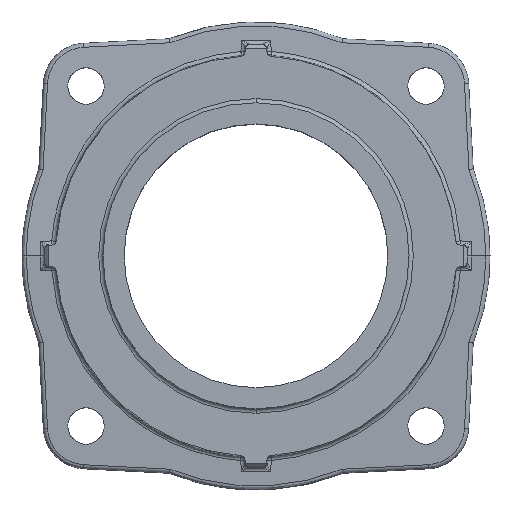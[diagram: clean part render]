
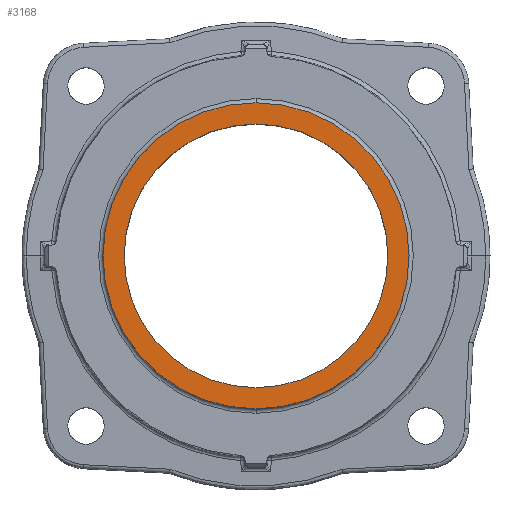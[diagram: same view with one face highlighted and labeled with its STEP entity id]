
A CAD part, top view. The second image highlights one B-rep face of the part: STEP entity #3168.
In plain terms, the highlighted planar face has unit normal (0, 0, 1).
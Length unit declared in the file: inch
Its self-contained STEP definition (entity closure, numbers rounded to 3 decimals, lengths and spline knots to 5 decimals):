
#238=CARTESIAN_POINT('',(0.,0.,2.3745));
#239=DIRECTION('',(0.,0.,-1.));
#240=DIRECTION('',(0.,1.,0.));
#241=AXIS2_PLACEMENT_3D('',#238,#239,#240);
#352=CARTESIAN_POINT('',(0.,0.,2.3745));
#353=DIRECTION('',(0.,0.,1.));
#354=DIRECTION('',(0.,1.,0.));
#355=AXIS2_PLACEMENT_3D('',#352,#353,#354);
#397=CARTESIAN_POINT('',(0.,0.,2.3745));
#398=DIRECTION('',(0.,0.,1.));
#399=DIRECTION('',(-1.,0.,0.));
#400=AXIS2_PLACEMENT_3D('',#397,#398,#399);
#402=CARTESIAN_POINT('',(0.,0.,2.3745));
#403=DIRECTION('',(0.,0.,1.));
#404=DIRECTION('',(1.,0.,0.));
#405=AXIS2_PLACEMENT_3D('',#402,#403,#404);
#2370=CARTESIAN_POINT('',(0.,2.2485,2.3745));
#2371=CARTESIAN_POINT('',(0.,-2.2485,2.3745));
#2372=VERTEX_POINT('',#2370);
#2373=VERTEX_POINT('',#2371);
#2426=CARTESIAN_POINT('',(-1.9375,0.,2.3745));
#2427=CARTESIAN_POINT('',(1.9375,0.,2.3745));
#2428=VERTEX_POINT('',#2426);
#2429=VERTEX_POINT('',#2427);
#3153=CARTESIAN_POINT('',(0.,0.,2.3745));
#3154=DIRECTION('',(0.,0.,1.));
#3155=DIRECTION('',(0.,1.,0.));
#3156=AXIS2_PLACEMENT_3D('',#3153,#3154,#3155);
#3157=PLANE('',#3156);
#3158=ORIENTED_EDGE('',*,*,#2956,.T.);
#3159=ORIENTED_EDGE('',*,*,#3093,.F.);
#3160=EDGE_LOOP('',(#3158,#3159));
#3161=FACE_OUTER_BOUND('',#3160,.F.);
#3163=ORIENTED_EDGE('',*,*,#3162,.T.);
#3165=ORIENTED_EDGE('',*,*,#3164,.T.);
#3166=EDGE_LOOP('',(#3163,#3165));
#3167=FACE_BOUND('',#3166,.F.);
#3168=ADVANCED_FACE('',(#3161,#3167),#3157,.T.);
#242=CIRCLE('',#241,2.2485);
#356=CIRCLE('',#355,2.2485);
#401=CIRCLE('',#400,1.9375);
#406=CIRCLE('',#405,1.9375);
#2956=EDGE_CURVE('',#2372,#2373,#242,.T.);
#3093=EDGE_CURVE('',#2372,#2373,#356,.T.);
#3162=EDGE_CURVE('',#2428,#2429,#401,.T.);
#3164=EDGE_CURVE('',#2429,#2428,#406,.T.);
